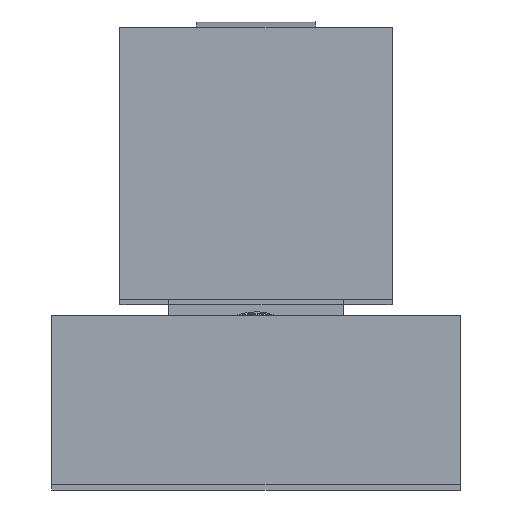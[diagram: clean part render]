
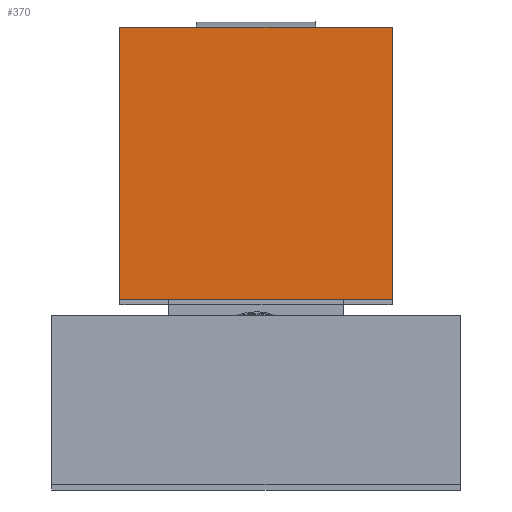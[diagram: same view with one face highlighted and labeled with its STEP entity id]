
A CAD part, left-side view. The second image highlights one B-rep face of the part: STEP entity #370.
In plain terms, the highlighted planar face has unit normal (-1, 0, 0).
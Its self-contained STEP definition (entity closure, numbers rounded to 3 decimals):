
#198=CARTESIAN_POINT('Vertex',(-67.478,62.5,84.134)) ;
#201=CARTESIAN_POINT('Line Origine',(-67.478,37.5,84.134)) ;
#205=CARTESIAN_POINT('Vertex',(-67.478,12.5,84.134)) ;
#324=CARTESIAN_POINT('Vertex',(-67.478,62.5,34.134)) ;
#327=CARTESIAN_POINT('Line Origine',(-67.478,62.5,59.134)) ;
#347=CARTESIAN_POINT('Axis2P3D Location',(-67.478,12.5,34.134)) ;
#352=CARTESIAN_POINT('Line Origine',(-67.478,12.5,59.134)) ;
#356=CARTESIAN_POINT('Vertex',(-67.478,12.5,34.134)) ;
#359=CARTESIAN_POINT('Line Origine',(-67.478,37.5,34.134)) ;
#202=DIRECTION('Vector Direction',(0.,-1.,0.)) ;
#328=DIRECTION('Vector Direction',(0.,0.,1.)) ;
#348=DIRECTION('Axis2P3D Direction',(1.,0.,0.)) ;
#349=DIRECTION('Axis2P3D XDirection',(0.,1.,0.)) ;
#353=DIRECTION('Vector Direction',(0.,0.,-1.)) ;
#360=DIRECTION('Vector Direction',(0.,1.,0.)) ;
#350=AXIS2_PLACEMENT_3D('Plane Axis2P3D',#347,#348,#349) ;
#365=ORIENTED_EDGE('',*,*,#358,.F.) ;
#366=ORIENTED_EDGE('',*,*,#207,.F.) ;
#367=ORIENTED_EDGE('',*,*,#331,.F.) ;
#368=ORIENTED_EDGE('',*,*,#363,.F.) ;
#203=VECTOR('Line Direction',#202,1.) ;
#329=VECTOR('Line Direction',#328,1.) ;
#354=VECTOR('Line Direction',#353,1.) ;
#361=VECTOR('Line Direction',#360,1.) ;
#370=ADVANCED_FACE('Brep With Voids',(#369),#351,.F.) ;
#207=EDGE_CURVE('',#199,#206,#204,.T.) ;
#331=EDGE_CURVE('',#325,#199,#330,.T.) ;
#358=EDGE_CURVE('',#206,#357,#355,.T.) ;
#363=EDGE_CURVE('',#357,#325,#362,.T.) ;
#364=EDGE_LOOP('',(#365,#366,#367,#368)) ;
#369=FACE_OUTER_BOUND('',#364,.T.) ;
#204=LINE('Line',#201,#203) ;
#330=LINE('Line',#327,#329) ;
#355=LINE('Line',#352,#354) ;
#362=LINE('Line',#359,#361) ;
#351=PLANE('Plane',#350) ;
#199=VERTEX_POINT('',#198) ;
#206=VERTEX_POINT('',#205) ;
#325=VERTEX_POINT('',#324) ;
#357=VERTEX_POINT('',#356) ;
